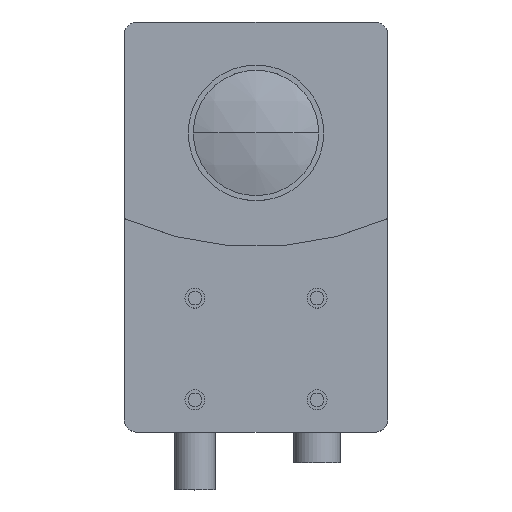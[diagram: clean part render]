
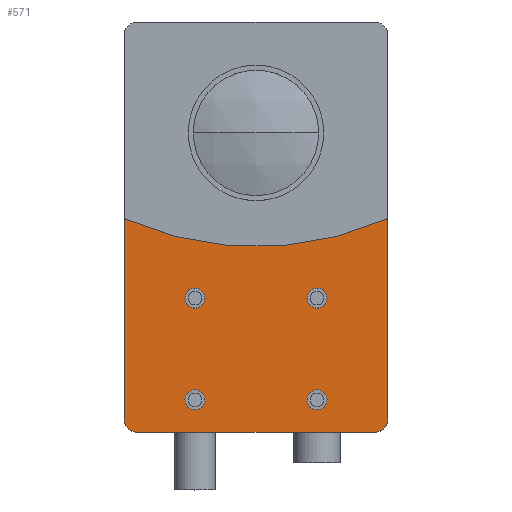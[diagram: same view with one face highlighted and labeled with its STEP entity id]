
A CAD part, top view. The second image highlights one B-rep face of the part: STEP entity #571.
In plain terms, the highlighted face is planar.
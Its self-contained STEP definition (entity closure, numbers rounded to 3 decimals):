
#2 = CARTESIAN_POINT ( 'NONE',  ( 18., 30., 18. ) ) ;
#72 = ORIENTED_EDGE ( 'NONE', *, *, #2949, .F. ) ;
#81 = CIRCLE ( 'NONE', #2616, 2.95 ) ;
#83 = CARTESIAN_POINT ( 'NONE',  ( -38.9, 30., 60.5 ) ) ;
#142 = FACE_BOUND ( 'NONE', #995, .T. ) ;
#179 = EDGE_CURVE ( 'NONE', #3776, #2382, #2500, .T. ) ;
#181 = FACE_BOUND ( 'NONE', #3591, .T. ) ;
#298 = LINE ( 'NONE', #1217, #1848 ) ;
#359 = CARTESIAN_POINT ( 'NONE',  ( 18., 30., 48. ) ) ;
#363 = CARTESIAN_POINT ( 'NONE',  ( 34.9, 30., 56.5 ) ) ;
#369 = DIRECTION ( 'NONE',  ( 0., 1., 0. ) ) ;
#388 = VERTEX_POINT ( 'NONE', #1441 ) ;
#422 = DIRECTION ( 'NONE',  ( 0., 0., 1. ) ) ;
#449 = VERTEX_POINT ( 'NONE', #2748 ) ;
#473 = CARTESIAN_POINT ( 'NONE',  ( -18., 30., 23.9 ) ) ;
#483 = CIRCLE ( 'NONE', #2644, 2.95 ) ;
#515 = DIRECTION ( 'NONE',  ( 0., 1., 0. ) ) ;
#535 = CARTESIAN_POINT ( 'NONE',  ( -18., 30., 50.95 ) ) ;
#538 = CARTESIAN_POINT ( 'NONE',  ( 18., 30., 20.95 ) ) ;
#548 = DIRECTION ( 'NONE',  ( 0., 1., 0. ) ) ;
#571 = ADVANCED_FACE ( 'NONE', ( #3845, #1659, #142, #181, #3827 ), #2033, .T. ) ;
#628 = VERTEX_POINT ( 'NONE', #640 ) ;
#640 = CARTESIAN_POINT ( 'NONE',  ( 38.9, 30., 56.5 ) ) ;
#707 = DIRECTION ( 'NONE',  ( 0., 1., 0. ) ) ;
#778 = DIRECTION ( 'NONE',  ( 0., 1., 0. ) ) ;
#823 = DIRECTION ( 'NONE',  ( 0., 0., 1. ) ) ;
#896 = ORIENTED_EDGE ( 'NONE', *, *, #3021, .T. ) ;
#995 = EDGE_LOOP ( 'NONE', ( #3396, #2429 ) ) ;
#1005 = DIRECTION ( 'NONE',  ( 0., 0., 1. ) ) ;
#1042 = EDGE_CURVE ( 'NONE', #1464, #2305, #1887, .T. ) ;
#1062 = ORIENTED_EDGE ( 'NONE', *, *, #2574, .T. ) ;
#1078 = CIRCLE ( 'NONE', #3321, 95.307 ) ;
#1129 = AXIS2_PLACEMENT_3D ( 'NONE', #363, #2215, #2490 ) ;
#1200 = EDGE_CURVE ( 'NONE', #1448, #3241, #3353, .T. ) ;
#1217 = CARTESIAN_POINT ( 'NONE',  ( 38.9, 30., 60.5 ) ) ;
#1301 = CIRCLE ( 'NONE', #3412, 2.95 ) ;
#1305 = AXIS2_PLACEMENT_3D ( 'NONE', #538, #2090, #1467 ) ;
#1311 = CIRCLE ( 'NONE', #2570, 2.95 ) ;
#1436 = CARTESIAN_POINT ( 'NONE',  ( 18., 30., 23.9 ) ) ;
#1441 = CARTESIAN_POINT ( 'NONE',  ( 38.9, 30., -2.5 ) ) ;
#1448 = VERTEX_POINT ( 'NONE', #3316 ) ;
#1454 = AXIS2_PLACEMENT_3D ( 'NONE', #3769, #707, #1936 ) ;
#1464 = VERTEX_POINT ( 'NONE', #3687 ) ;
#1467 = DIRECTION ( 'NONE',  ( 0., 0., 1. ) ) ;
#1510 = EDGE_CURVE ( 'NONE', #628, #388, #2154, .T. ) ;
#1516 = VECTOR ( 'NONE', #3487, 1000. ) ;
#1528 = DIRECTION ( 'NONE',  ( 0., 0., 1. ) ) ;
#1557 = DIRECTION ( 'NONE',  ( 1., 0., 0. ) ) ;
#1559 = AXIS2_PLACEMENT_3D ( 'NONE', #2502, #3838, #1005 ) ;
#1584 = EDGE_LOOP ( 'NONE', ( #2008, #2209 ) ) ;
#1632 = CARTESIAN_POINT ( 'NONE',  ( 18., 30., 53.9 ) ) ;
#1657 = CARTESIAN_POINT ( 'NONE',  ( -18., 30., 50.95 ) ) ;
#1659 = FACE_BOUND ( 'NONE', #2694, .T. ) ;
#1675 = ORIENTED_EDGE ( 'NONE', *, *, #1200, .T. ) ;
#1715 = DIRECTION ( 'NONE',  ( 0., 1., 0. ) ) ;
#1736 = CARTESIAN_POINT ( 'NONE',  ( -34.9, 30., 60.5 ) ) ;
#1799 = EDGE_CURVE ( 'NONE', #2305, #1464, #1311, .T. ) ;
#1848 = VECTOR ( 'NONE', #1557, 1000. ) ;
#1860 = EDGE_CURVE ( 'NONE', #2357, #3825, #2121, .T. ) ;
#1872 = VERTEX_POINT ( 'NONE', #2886 ) ;
#1887 = CIRCLE ( 'NONE', #1559, 2.95 ) ;
#1936 = DIRECTION ( 'NONE',  ( 0., 0., 1. ) ) ;
#1980 = CARTESIAN_POINT ( 'NONE',  ( 0., 30., 0. ) ) ;
#2008 = ORIENTED_EDGE ( 'NONE', *, *, #1860, .F. ) ;
#2033 = PLANE ( 'NONE',  #2504 ) ;
#2048 = CARTESIAN_POINT ( 'NONE',  ( 0., 30., -89.507 ) ) ;
#2055 = EDGE_CURVE ( 'NONE', #1872, #1448, #3130, .T. ) ;
#2090 = DIRECTION ( 'NONE',  ( 0., 1., 0. ) ) ;
#2121 = CIRCLE ( 'NONE', #3046, 2.95 ) ;
#2154 = LINE ( 'NONE', #3380, #1516 ) ;
#2209 = ORIENTED_EDGE ( 'NONE', *, *, #3645, .F. ) ;
#2215 = DIRECTION ( 'NONE',  ( 0., 1., 0. ) ) ;
#2254 = ORIENTED_EDGE ( 'NONE', *, *, #2055, .T. ) ;
#2305 = VERTEX_POINT ( 'NONE', #473 ) ;
#2357 = VERTEX_POINT ( 'NONE', #3812 ) ;
#2382 = VERTEX_POINT ( 'NONE', #2 ) ;
#2429 = ORIENTED_EDGE ( 'NONE', *, *, #179, .F. ) ;
#2490 = DIRECTION ( 'NONE',  ( 0., 0., 1. ) ) ;
#2500 = CIRCLE ( 'NONE', #1305, 2.95 ) ;
#2502 = CARTESIAN_POINT ( 'NONE',  ( -18., 30., 20.95 ) ) ;
#2504 = AXIS2_PLACEMENT_3D ( 'NONE', #1980, #1715, #3527 ) ;
#2531 = DIRECTION ( 'NONE',  ( 0., 0., 1. ) ) ;
#2570 = AXIS2_PLACEMENT_3D ( 'NONE', #3823, #778, #823 ) ;
#2574 = EDGE_CURVE ( 'NONE', #449, #628, #2860, .T. ) ;
#2578 = EDGE_CURVE ( 'NONE', #2382, #3776, #3193, .T. ) ;
#2616 = AXIS2_PLACEMENT_3D ( 'NONE', #1657, #369, #3073 ) ;
#2644 = AXIS2_PLACEMENT_3D ( 'NONE', #3357, #2992, #1528 ) ;
#2694 = EDGE_LOOP ( 'NONE', ( #3279, #3371 ) ) ;
#2748 = CARTESIAN_POINT ( 'NONE',  ( 34.9, 30., 60.5 ) ) ;
#2835 = AXIS2_PLACEMENT_3D ( 'NONE', #3609, #3865, #3627 ) ;
#2857 = VECTOR ( 'NONE', #2531, 1000. ) ;
#2860 = CIRCLE ( 'NONE', #1129, 4. ) ;
#2886 = CARTESIAN_POINT ( 'NONE',  ( -38.9, 30., -2.5 ) ) ;
#2944 = DIRECTION ( 'NONE',  ( 0., 1., 0. ) ) ;
#2949 = EDGE_CURVE ( 'NONE', #1872, #388, #1078, .T. ) ;
#2960 = DIRECTION ( 'NONE',  ( 0., 0., 1. ) ) ;
#2976 = DIRECTION ( 'NONE',  ( 0., 0., 1. ) ) ;
#2992 = DIRECTION ( 'NONE',  ( 0., 1., 0. ) ) ;
#3021 = EDGE_CURVE ( 'NONE', #3241, #449, #298, .T. ) ;
#3046 = AXIS2_PLACEMENT_3D ( 'NONE', #535, #515, #2960 ) ;
#3073 = DIRECTION ( 'NONE',  ( 0., 0., 1. ) ) ;
#3130 = LINE ( 'NONE', #83, #2857 ) ;
#3132 = ORIENTED_EDGE ( 'NONE', *, *, #1510, .T. ) ;
#3193 = CIRCLE ( 'NONE', #1454, 2.95 ) ;
#3209 = CARTESIAN_POINT ( 'NONE',  ( -18., 30., 53.9 ) ) ;
#3241 = VERTEX_POINT ( 'NONE', #1736 ) ;
#3279 = ORIENTED_EDGE ( 'NONE', *, *, #3535, .F. ) ;
#3303 = EDGE_CURVE ( 'NONE', #3953, #3905, #483, .T. ) ;
#3304 = ORIENTED_EDGE ( 'NONE', *, *, #1042, .F. ) ;
#3316 = CARTESIAN_POINT ( 'NONE',  ( -38.9, 30., 56.5 ) ) ;
#3321 = AXIS2_PLACEMENT_3D ( 'NONE', #2048, #548, #2976 ) ;
#3353 = CIRCLE ( 'NONE', #2835, 4. ) ;
#3357 = CARTESIAN_POINT ( 'NONE',  ( 18., 30., 50.95 ) ) ;
#3371 = ORIENTED_EDGE ( 'NONE', *, *, #3303, .F. ) ;
#3380 = CARTESIAN_POINT ( 'NONE',  ( 38.9, 30., 60.5 ) ) ;
#3396 = ORIENTED_EDGE ( 'NONE', *, *, #2578, .F. ) ;
#3412 = AXIS2_PLACEMENT_3D ( 'NONE', #3857, #2944, #422 ) ;
#3431 = EDGE_LOOP ( 'NONE', ( #72, #2254, #1675, #896, #1062, #3132 ) ) ;
#3487 = DIRECTION ( 'NONE',  ( 0., 0., -1. ) ) ;
#3527 = DIRECTION ( 'NONE',  ( 0., 0., 1. ) ) ;
#3535 = EDGE_CURVE ( 'NONE', #3905, #3953, #1301, .T. ) ;
#3591 = EDGE_LOOP ( 'NONE', ( #3304, #3802 ) ) ;
#3609 = CARTESIAN_POINT ( 'NONE',  ( -34.9, 30., 56.5 ) ) ;
#3627 = DIRECTION ( 'NONE',  ( 0., 0., 1. ) ) ;
#3645 = EDGE_CURVE ( 'NONE', #3825, #2357, #81, .T. ) ;
#3687 = CARTESIAN_POINT ( 'NONE',  ( -18., 30., 18. ) ) ;
#3769 = CARTESIAN_POINT ( 'NONE',  ( 18., 30., 20.95 ) ) ;
#3776 = VERTEX_POINT ( 'NONE', #1436 ) ;
#3802 = ORIENTED_EDGE ( 'NONE', *, *, #1799, .F. ) ;
#3812 = CARTESIAN_POINT ( 'NONE',  ( -18., 30., 48. ) ) ;
#3823 = CARTESIAN_POINT ( 'NONE',  ( -18., 30., 20.95 ) ) ;
#3825 = VERTEX_POINT ( 'NONE', #3209 ) ;
#3827 = FACE_OUTER_BOUND ( 'NONE', #3431, .T. ) ;
#3838 = DIRECTION ( 'NONE',  ( 0., 1., 0. ) ) ;
#3845 = FACE_BOUND ( 'NONE', #1584, .T. ) ;
#3857 = CARTESIAN_POINT ( 'NONE',  ( 18., 30., 50.95 ) ) ;
#3865 = DIRECTION ( 'NONE',  ( 0., 1., 0. ) ) ;
#3905 = VERTEX_POINT ( 'NONE', #359 ) ;
#3953 = VERTEX_POINT ( 'NONE', #1632 ) ;
